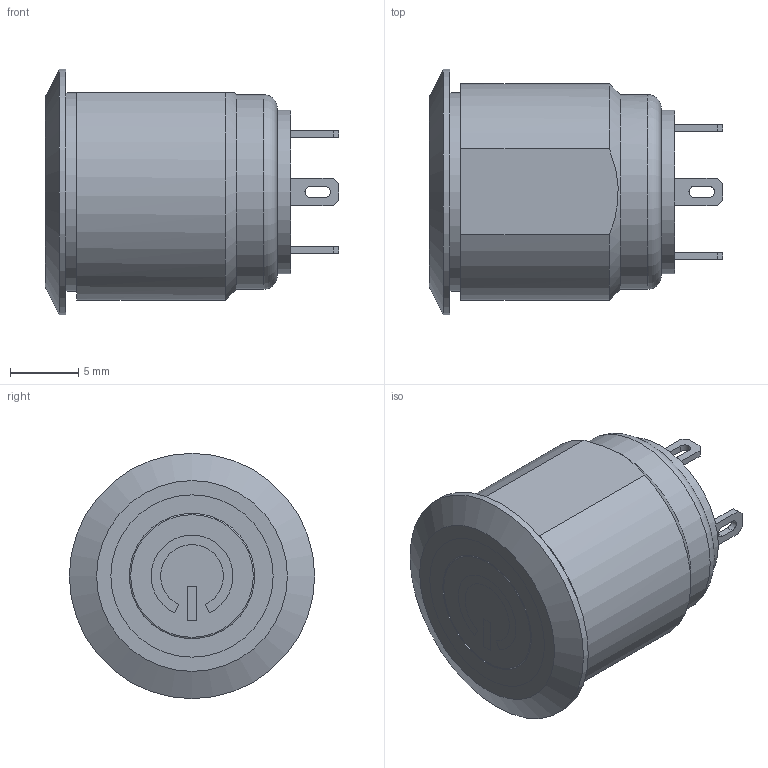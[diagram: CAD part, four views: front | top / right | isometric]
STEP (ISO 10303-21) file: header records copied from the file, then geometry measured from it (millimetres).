
FILE_DESCRIPTION(/* description */ (''),/* implementation_level */ '2;1');
FILE_NAME(/* name */ 'PV6F240xx-3xx-M01.stp',/* time_stamp */ '2024-02-09T15:41:30-06:00',/* author */ ('mwilliams'),/* organization */ (''),/* preprocessor_version */ 'ST-DEVELOPER v18.1',/* originating_system */ 'Autodesk Inventor 2022',/* authorisation */ '');
FILE_SCHEMA (('AUTOMOTIVE_DESIGN { 1 0 10303 214 3 1 1 }'));
Length unit declared in the file: inch
Products named in the file (1): 100120088_Simplify_1
Bounding box: 21.5 x 18 x 18 mm (x, y, z)
Volume: 3335.5 mm3; surface area: 1427.9 mm2
Topology: 1 solids, 1 shells, 112 faces, 277 edges, 181 vertices
Faces by surface type: plane 78, cylinder 22, bspline 8, torus 2, cone 2
Full cylindrical faces by diameter (mm): 1.6 x1, 9.2 x1, 12 x1, 14.3 x1, 14.6 x1, 18 x1
Entity records: 3706 total; most frequent: CARTESIAN_POINT 959, ORIENTED_EDGE 554, DIRECTION 530, EDGE_CURVE 277, LINE 208, VECTOR 208, VERTEX_POINT 181, AXIS2_PLACEMENT_3D 161
